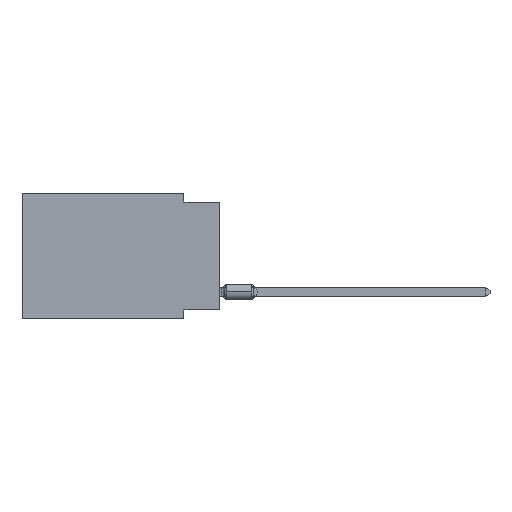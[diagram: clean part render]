
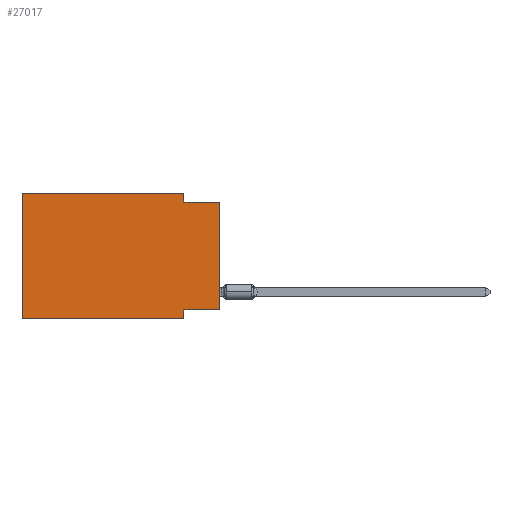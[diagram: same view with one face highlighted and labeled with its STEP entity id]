
A CAD part, left-side view. The second image highlights one B-rep face of the part: STEP entity #27017.
In plain terms, the highlighted planar face has unit normal (-1, 0, 0).
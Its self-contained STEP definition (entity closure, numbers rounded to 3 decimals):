
#96 = EDGE_CURVE ( 'NONE', #8277, #26274, #22388, .T. ) ;
#395 = DIRECTION ( 'NONE',  ( 0., 0., -1. ) ) ;
#535 = CARTESIAN_POINT ( 'NONE',  ( 0., 0., -8.255 ) ) ;
#814 = AXIS2_PLACEMENT_3D ( 'NONE', #18310, #20758, #16441 ) ;
#1270 = VECTOR ( 'NONE', #20984, 1000. ) ;
#1566 = EDGE_CURVE ( 'NONE', #18261, #24263, #20710, .T. ) ;
#1782 = ORIENTED_EDGE ( 'NONE', *, *, #20367, .F. ) ;
#2172 = LINE ( 'NONE', #10961, #15911 ) ;
#2268 = VECTOR ( 'NONE', #22383, 1000. ) ;
#2466 = DIRECTION ( 'NONE',  ( 0., 0., 1. ) ) ;
#2684 = DIRECTION ( 'NONE',  ( 0., 1., 0. ) ) ;
#4834 = LINE ( 'NONE', #535, #10964 ) ;
#5386 = CARTESIAN_POINT ( 'NONE',  ( 0., 2.54, -8.255 ) ) ;
#5656 = PLANE ( 'NONE',  #814 ) ;
#5755 = DIRECTION ( 'NONE',  ( 0., -1., 0. ) ) ;
#6173 = CARTESIAN_POINT ( 'NONE',  ( 0., 2.54, -8.89 ) ) ;
#6297 = ORIENTED_EDGE ( 'NONE', *, *, #14882, .T. ) ;
#6431 = EDGE_CURVE ( 'NONE', #24263, #25957, #18808, .T. ) ;
#7040 = CARTESIAN_POINT ( 'NONE',  ( 0., 13.97, 0. ) ) ;
#7836 = ORIENTED_EDGE ( 'NONE', *, *, #6431, .F. ) ;
#8277 = VERTEX_POINT ( 'NONE', #5386 ) ;
#8421 = CARTESIAN_POINT ( 'NONE',  ( 0., 2.54, 0. ) ) ;
#8831 = LINE ( 'NONE', #15308, #21450 ) ;
#9176 = LINE ( 'NONE', #24687, #2268 ) ;
#9468 = ORIENTED_EDGE ( 'NONE', *, *, #25099, .F. ) ;
#9591 = ORIENTED_EDGE ( 'NONE', *, *, #96, .F. ) ;
#10222 = LINE ( 'NONE', #21149, #24414 ) ;
#10961 = CARTESIAN_POINT ( 'NONE',  ( 0., 0., 0. ) ) ;
#10964 = VECTOR ( 'NONE', #2684, 1000. ) ;
#13141 = DIRECTION ( 'NONE',  ( 0., -1., 0. ) ) ;
#13461 = EDGE_CURVE ( 'NONE', #28286, #21049, #2172, .T. ) ;
#13533 = ORIENTED_EDGE ( 'NONE', *, *, #1566, .F. ) ;
#13809 = CARTESIAN_POINT ( 'NONE',  ( 0., 0., -0.635 ) ) ;
#14072 = EDGE_LOOP ( 'NONE', ( #25500, #9468, #7836, #13533, #27358, #6297, #9591, #1782 ) ) ;
#14882 = EDGE_CURVE ( 'NONE', #17841, #26274, #8831, .T. ) ;
#15308 = CARTESIAN_POINT ( 'NONE',  ( 0., 13.97, -8.89 ) ) ;
#15841 = CARTESIAN_POINT ( 'NONE',  ( 0., 13.97, -8.89 ) ) ;
#15911 = VECTOR ( 'NONE', #2466, 1000. ) ;
#16441 = DIRECTION ( 'NONE',  ( 0., 0., -1. ) ) ;
#16863 = CARTESIAN_POINT ( 'NONE',  ( 0., 2.54, -0.635 ) ) ;
#17841 = VERTEX_POINT ( 'NONE', #15841 ) ;
#18261 = VERTEX_POINT ( 'NONE', #7040 ) ;
#18310 = CARTESIAN_POINT ( 'NONE',  ( 0., 13.97, 0. ) ) ;
#18808 = LINE ( 'NONE', #23247, #21924 ) ;
#18956 = DIRECTION ( 'NONE',  ( 0., 0., -1. ) ) ;
#20367 = EDGE_CURVE ( 'NONE', #28286, #8277, #4834, .T. ) ;
#20378 = CARTESIAN_POINT ( 'NONE',  ( 0., 2.54, -8.89 ) ) ;
#20710 = LINE ( 'NONE', #25009, #1270 ) ;
#20758 = DIRECTION ( 'NONE',  ( 1., 0., 0. ) ) ;
#20805 = CARTESIAN_POINT ( 'NONE',  ( 0., 0., -8.255 ) ) ;
#20984 = DIRECTION ( 'NONE',  ( 0., -1., 0. ) ) ;
#21049 = VERTEX_POINT ( 'NONE', #13809 ) ;
#21149 = CARTESIAN_POINT ( 'NONE',  ( 0., 0., -0.635 ) ) ;
#21450 = VECTOR ( 'NONE', #13141, 1000. ) ;
#21476 = EDGE_CURVE ( 'NONE', #17841, #18261, #9176, .T. ) ;
#21654 = VECTOR ( 'NONE', #395, 1000. ) ;
#21924 = VECTOR ( 'NONE', #18956, 1000. ) ;
#22383 = DIRECTION ( 'NONE',  ( 0., 0., 1. ) ) ;
#22388 = LINE ( 'NONE', #20378, #21654 ) ;
#23247 = CARTESIAN_POINT ( 'NONE',  ( 0., 2.54, 0. ) ) ;
#24263 = VERTEX_POINT ( 'NONE', #8421 ) ;
#24414 = VECTOR ( 'NONE', #5755, 1000. ) ;
#24687 = CARTESIAN_POINT ( 'NONE',  ( 0., 13.97, 0. ) ) ;
#25009 = CARTESIAN_POINT ( 'NONE',  ( 0., 13.97, 0. ) ) ;
#25099 = EDGE_CURVE ( 'NONE', #25957, #21049, #10222, .T. ) ;
#25486 = FACE_OUTER_BOUND ( 'NONE', #14072, .T. ) ;
#25500 = ORIENTED_EDGE ( 'NONE', *, *, #13461, .T. ) ;
#25957 = VERTEX_POINT ( 'NONE', #16863 ) ;
#26274 = VERTEX_POINT ( 'NONE', #6173 ) ;
#27017 = ADVANCED_FACE ( 'NONE', ( #25486 ), #5656, .F. ) ;
#27358 = ORIENTED_EDGE ( 'NONE', *, *, #21476, .F. ) ;
#28286 = VERTEX_POINT ( 'NONE', #20805 ) ;
